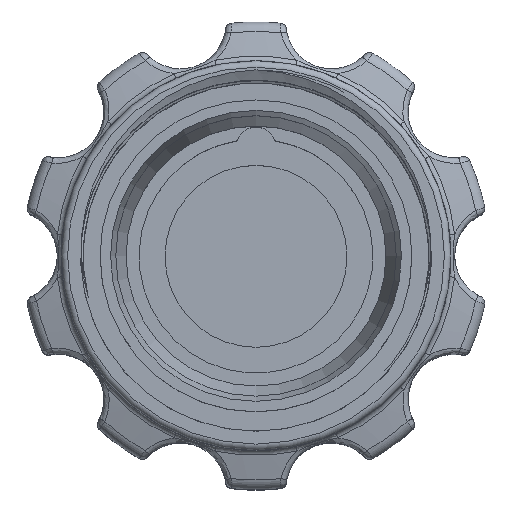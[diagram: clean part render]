
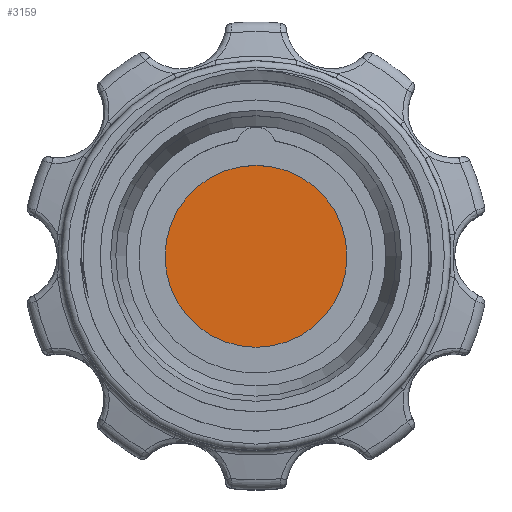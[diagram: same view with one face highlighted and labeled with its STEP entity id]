
A CAD part, top view. The second image highlights one B-rep face of the part: STEP entity #3159.
In plain terms, the highlighted planar face has unit normal (0, 0, 1).
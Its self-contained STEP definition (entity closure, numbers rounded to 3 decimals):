
#110=PLANE($,#3392);
#216=FACE_OUTER_BOUND($,#440,.T.);
#440=EDGE_LOOP($,(#1983));
#960=CIRCLE($,#3391,7.);
#1194=VERTEX_POINT($,#5830);
#1483=EDGE_CURVE($,#1194,#1194,#960,.T.);
#1983=ORIENTED_EDGE($,*,*,#1483,.F.);
#3159=ADVANCED_FACE($,(#216),#110,.F.);
#3391=AXIS2_PLACEMENT_3D($,#5831,#3785,#3786);
#3392=AXIS2_PLACEMENT_3D($,#5832,#3787,#3788);
#3785=DIRECTION('center_axis',(0.,0.,-1.));
#3786=DIRECTION('ref_axis',(1.,0.,0.));
#3787=DIRECTION('center_axis',(0.,0.,-1.));
#3788=DIRECTION('ref_axis',(-1.,0.,0.));
#5830=CARTESIAN_POINT('',(0.,-7.,-22.));
#5831=CARTESIAN_POINT('Origin',(0.,0.,-22.));
#5832=CARTESIAN_POINT('Origin',(0.,0.,-22.));
